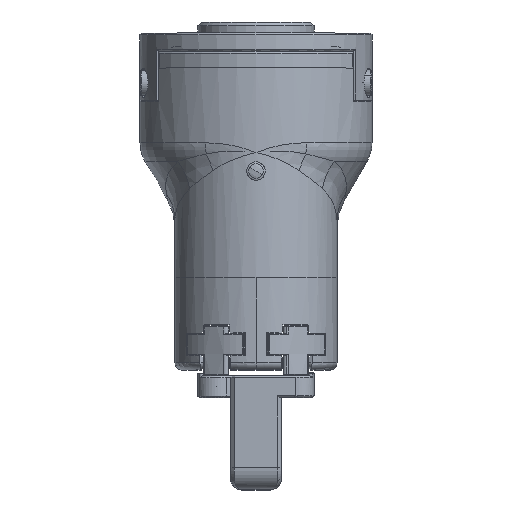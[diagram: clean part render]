
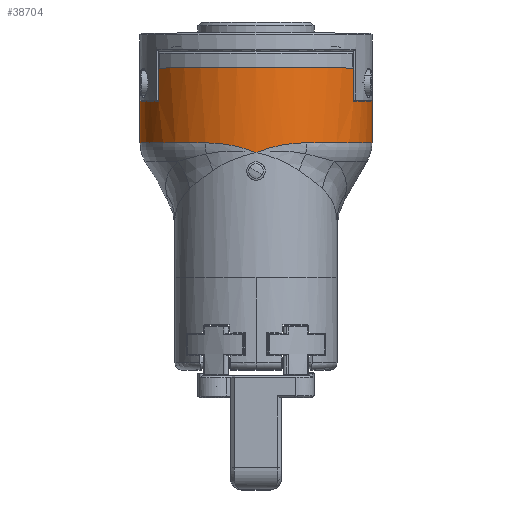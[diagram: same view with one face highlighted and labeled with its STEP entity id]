
A CAD part, top view. The second image highlights one B-rep face of the part: STEP entity #38704.
In plain terms, the highlighted cylindrical face has radius 31.5 mm (diameter 63 mm), a partial arc.
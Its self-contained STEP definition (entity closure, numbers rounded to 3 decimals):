
#173 = ORIENTED_EDGE ( 'NONE', *, *, #33559, .F. ) ;
#584 = ORIENTED_EDGE ( 'NONE', *, *, #16785, .F. ) ;
#1058 = CARTESIAN_POINT ( 'NONE',  ( 31.496, 22.771, -0.564 ) ) ;
#1319 = CARTESIAN_POINT ( 'NONE',  ( 30.142, 20.577, -9.228 ) ) ;
#2104 = DIRECTION ( 'NONE',  ( 0., -1., 0. ) ) ;
#3040 = DIRECTION ( 'NONE',  ( 0., 0., 1. ) ) ;
#3169 = CARTESIAN_POINT ( 'NONE',  ( 28.358, 20.321, 13.713 ) ) ;
#3587 = VECTOR ( 'NONE', #50355, 1000. ) ;
#5035 = ORIENTED_EDGE ( 'NONE', *, *, #13491, .T. ) ;
#5402 = DIRECTION ( 'NONE',  ( 0., 0., -1. ) ) ;
#5583 = DIRECTION ( 'NONE',  ( 0., 0., -1. ) ) ;
#5690 = VERTEX_POINT ( 'NONE', #41420 ) ;
#5742 = EDGE_CURVE ( 'NONE', #5690, #26473, #15362, .T. ) ;
#6723 = DIRECTION ( 'NONE',  ( 0., -1., 0. ) ) ;
#6907 = CARTESIAN_POINT ( 'NONE',  ( 31.5, 23., 0. ) ) ;
#7765 = CARTESIAN_POINT ( 'NONE',  ( 28.889, 20.321, 12.615 ) ) ;
#9806 = DIRECTION ( 'NONE',  ( 0., 0., -1. ) ) ;
#9813 = CARTESIAN_POINT ( 'NONE',  ( 17.029, 9., 26.5 ) ) ;
#10630 = ORIENTED_EDGE ( 'NONE', *, *, #42606, .T. ) ;
#10715 = CIRCLE ( 'NONE', #12556, 31.5 ) ;
#11557 = VECTOR ( 'NONE', #40690, 1000. ) ;
#11610 = VERTEX_POINT ( 'NONE', #32254 ) ;
#11652 = CARTESIAN_POINT ( 'NONE',  ( 0., 0., 0. ) ) ;
#12556 = AXIS2_PLACEMENT_3D ( 'NONE', #11652, #38087, #3040 ) ;
#12631 = CARTESIAN_POINT ( 'NONE',  ( 31.188, 21.453, 4.568 ) ) ;
#13431 = CARTESIAN_POINT ( 'NONE',  ( 0., 20.321, 0. ) ) ;
#13491 = EDGE_CURVE ( 'NONE', #25764, #5690, #15387, .T. ) ;
#15236 = CARTESIAN_POINT ( 'NONE',  ( 31.423, 22.148, 2.269 ) ) ;
#15362 = B_SPLINE_CURVE_WITH_KNOTS ( 'NONE', 3,
 ( #6907, #20132, #28454, #37673, #19547, #15236, #24142, #12631, #39079, #43115, #35048, #30155, #7765, #3169 ),
 .UNSPECIFIED., .F., .F.,
 ( 4, 2, 2, 2, 2, 2, 4 ),
 ( 0., 0.001, 0.002, 0.004, 0.007, 0.011, 0.014 ),
 .UNSPECIFIED. ) ;
#15387 = B_SPLINE_CURVE_WITH_KNOTS ( 'NONE', 3,
 ( #48727, #45004, #39834, #1319, #40679, #22860, #52729, #35239, #40120, #44162, #40413, #1058, #18817, #17989 ),
 .UNSPECIFIED., .F., .F.,
 ( 4, 2, 2, 2, 2, 2, 4 ),
 ( 0., 0.004, 0.007, 0.011, 0.013, 0.014, 0.014 ),
 .UNSPECIFIED. ) ;
#16785 = EDGE_CURVE ( 'NONE', #39191, #28844, #47097, .T. ) ;
#17989 = CARTESIAN_POINT ( 'NONE',  ( 31.5, 23., 0. ) ) ;
#18817 = CARTESIAN_POINT ( 'NONE',  ( 31.5, 22.885, -0.279 ) ) ;
#19051 = CIRCLE ( 'NONE', #51154, 31.5 ) ;
#19547 = CARTESIAN_POINT ( 'NONE',  ( 31.47, 22.449, 1.415 ) ) ;
#19615 = CARTESIAN_POINT ( 'NONE',  ( 17.029, 9., 26.5 ) ) ;
#20132 = CARTESIAN_POINT ( 'NONE',  ( 31.5, 22.885, 0.279 ) ) ;
#20949 = VERTEX_POINT ( 'NONE', #53264 ) ;
#22860 = CARTESIAN_POINT ( 'NONE',  ( 30.997, 21.174, -5.734 ) ) ;
#23424 = CARTESIAN_POINT ( 'NONE',  ( 0., 23., -31.5 ) ) ;
#23506 = DIRECTION ( 'NONE',  ( 0., 0., -1. ) ) ;
#24142 = CARTESIAN_POINT ( 'NONE',  ( 31.377, 21.962, 2.842 ) ) ;
#24280 = LINE ( 'NONE', #23424, #11557 ) ;
#24855 = CARTESIAN_POINT ( 'NONE',  ( 0., 23., 0. ) ) ;
#25764 = VERTEX_POINT ( 'NONE', #40917 ) ;
#26473 = VERTEX_POINT ( 'NONE', #49175 ) ;
#26653 = DIRECTION ( 'NONE',  ( 0., -1., 0. ) ) ;
#27037 = DIRECTION ( 'NONE',  ( 0., -1., 0. ) ) ;
#27427 = AXIS2_PLACEMENT_3D ( 'NONE', #31068, #27037, #9806 ) ;
#28235 = EDGE_CURVE ( 'NONE', #20949, #28844, #10715, .T. ) ;
#28284 = ORIENTED_EDGE ( 'NONE', *, *, #30766, .T. ) ;
#28454 = CARTESIAN_POINT ( 'NONE',  ( 31.496, 22.771, 0.564 ) ) ;
#28844 = VERTEX_POINT ( 'NONE', #34858 ) ;
#29165 = FACE_OUTER_BOUND ( 'NONE', #47627, .T. ) ;
#30155 = CARTESIAN_POINT ( 'NONE',  ( 29.351, 20.37, 11.498 ) ) ;
#30494 = ORIENTED_EDGE ( 'NONE', *, *, #52914, .F. ) ;
#30766 = EDGE_CURVE ( 'NONE', #32647, #25764, #35618, .T. ) ;
#31068 = CARTESIAN_POINT ( 'NONE',  ( 0., 9., 0. ) ) ;
#31748 = ORIENTED_EDGE ( 'NONE', *, *, #32184, .T. ) ;
#32184 = EDGE_CURVE ( 'NONE', #33125, #20949, #33128, .T. ) ;
#32234 = ORIENTED_EDGE ( 'NONE', *, *, #48150, .T. ) ;
#32254 = CARTESIAN_POINT ( 'NONE',  ( 0., 9., -31.5 ) ) ;
#32379 = EDGE_CURVE ( 'NONE', #11610, #39191, #34782, .T. ) ;
#32647 = VERTEX_POINT ( 'NONE', #45644 ) ;
#33125 = VERTEX_POINT ( 'NONE', #9813 ) ;
#33128 = LINE ( 'NONE', #19615, #3587 ) ;
#33559 = EDGE_CURVE ( 'NONE', #33125, #37648, #50382, .T. ) ;
#33893 = CARTESIAN_POINT ( 'NONE',  ( 0., 9., 31.5 ) ) ;
#34782 = CIRCLE ( 'NONE', #27427, 31.5 ) ;
#34858 = CARTESIAN_POINT ( 'NONE',  ( 17.029, 0., -26.5 ) ) ;
#35048 = CARTESIAN_POINT ( 'NONE',  ( 30.143, 20.577, 9.226 ) ) ;
#35239 = CARTESIAN_POINT ( 'NONE',  ( 31.377, 21.962, -2.843 ) ) ;
#35618 = CIRCLE ( 'NONE', #42081, 31.5 ) ;
#35751 = CARTESIAN_POINT ( 'NONE',  ( 17.029, 9., -26.5 ) ) ;
#36017 = DIRECTION ( 'NONE',  ( 0., -1., 0. ) ) ;
#36240 = ORIENTED_EDGE ( 'NONE', *, *, #32379, .F. ) ;
#37648 = VERTEX_POINT ( 'NONE', #33893 ) ;
#37673 = CARTESIAN_POINT ( 'NONE',  ( 31.481, 22.554, 1.131 ) ) ;
#38087 = DIRECTION ( 'NONE',  ( 0., 1., 0. ) ) ;
#38373 = CYLINDRICAL_SURFACE ( 'NONE', #38929, 31.5 ) ;
#38704 = ADVANCED_FACE ( 'NONE', ( #29165 ), #38373, .T. ) ;
#38929 = AXIS2_PLACEMENT_3D ( 'NONE', #24855, #42400, #41840 ) ;
#39060 = ORIENTED_EDGE ( 'NONE', *, *, #5742, .T. ) ;
#39079 = CARTESIAN_POINT ( 'NONE',  ( 30.998, 21.175, 5.73 ) ) ;
#39191 = VERTEX_POINT ( 'NONE', #35751 ) ;
#39834 = CARTESIAN_POINT ( 'NONE',  ( 29.351, 20.37, -11.498 ) ) ;
#40120 = CARTESIAN_POINT ( 'NONE',  ( 31.423, 22.147, -2.27 ) ) ;
#40413 = CARTESIAN_POINT ( 'NONE',  ( 31.481, 22.554, -1.131 ) ) ;
#40518 = VERTEX_POINT ( 'NONE', #46572 ) ;
#40679 = CARTESIAN_POINT ( 'NONE',  ( 30.471, 20.734, -8.074 ) ) ;
#40690 = DIRECTION ( 'NONE',  ( 0., -1., 0. ) ) ;
#40917 = CARTESIAN_POINT ( 'NONE',  ( 28.358, 20.321, -13.713 ) ) ;
#41271 = AXIS2_PLACEMENT_3D ( 'NONE', #45934, #54229, #23506 ) ;
#41420 = CARTESIAN_POINT ( 'NONE',  ( 31.5, 23., 0. ) ) ;
#41840 = DIRECTION ( 'NONE',  ( 0., 0., -1. ) ) ;
#41888 = VECTOR ( 'NONE', #6723, 1000. ) ;
#42081 = AXIS2_PLACEMENT_3D ( 'NONE', #13431, #26653, #5402 ) ;
#42400 = DIRECTION ( 'NONE',  ( 0., -1., 0. ) ) ;
#42606 = EDGE_CURVE ( 'NONE', #40518, #37648, #54947, .T. ) ;
#43115 = CARTESIAN_POINT ( 'NONE',  ( 30.472, 20.735, 8.07 ) ) ;
#43631 = VECTOR ( 'NONE', #2104, 1000. ) ;
#44162 = CARTESIAN_POINT ( 'NONE',  ( 31.469, 22.449, -1.415 ) ) ;
#44940 = CARTESIAN_POINT ( 'NONE',  ( 0., 20.321, 0. ) ) ;
#45004 = CARTESIAN_POINT ( 'NONE',  ( 28.889, 20.321, -12.615 ) ) ;
#45644 = CARTESIAN_POINT ( 'NONE',  ( 0., 20.321, -31.5 ) ) ;
#45934 = CARTESIAN_POINT ( 'NONE',  ( 0., 9., 0. ) ) ;
#46572 = CARTESIAN_POINT ( 'NONE',  ( 0., 20.321, 31.5 ) ) ;
#47097 = LINE ( 'NONE', #47370, #43631 ) ;
#47370 = CARTESIAN_POINT ( 'NONE',  ( 17.029, 9., -26.5 ) ) ;
#47627 = EDGE_LOOP ( 'NONE', ( #32234, #10630, #173, #31748, #53436, #584, #36240, #30494, #28284, #5035, #39060 ) ) ;
#48150 = EDGE_CURVE ( 'NONE', #26473, #40518, #19051, .T. ) ;
#48727 = CARTESIAN_POINT ( 'NONE',  ( 28.358, 20.321, -13.713 ) ) ;
#49175 = CARTESIAN_POINT ( 'NONE',  ( 28.358, 20.321, 13.713 ) ) ;
#50355 = DIRECTION ( 'NONE',  ( 0., -1., 0. ) ) ;
#50382 = CIRCLE ( 'NONE', #41271, 31.5 ) ;
#51154 = AXIS2_PLACEMENT_3D ( 'NONE', #44940, #36017, #5583 ) ;
#52729 = CARTESIAN_POINT ( 'NONE',  ( 31.188, 21.453, -4.57 ) ) ;
#52914 = EDGE_CURVE ( 'NONE', #32647, #11610, #24280, .T. ) ;
#53264 = CARTESIAN_POINT ( 'NONE',  ( 17.029, 0., 26.5 ) ) ;
#53436 = ORIENTED_EDGE ( 'NONE', *, *, #28235, .T. ) ;
#54229 = DIRECTION ( 'NONE',  ( 0., -1., 0. ) ) ;
#54658 = CARTESIAN_POINT ( 'NONE',  ( 0., 23., 31.5 ) ) ;
#54947 = LINE ( 'NONE', #54658, #41888 ) ;
